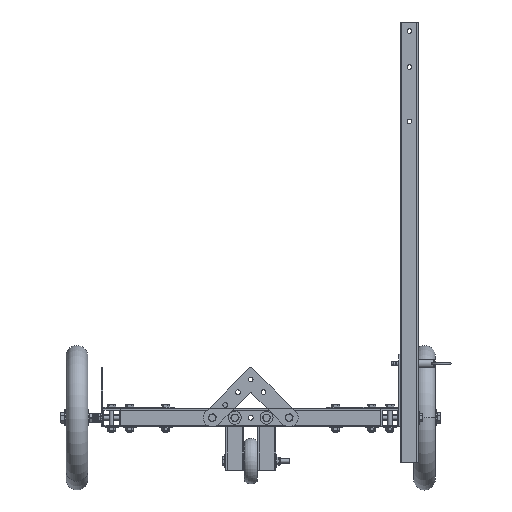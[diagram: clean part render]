
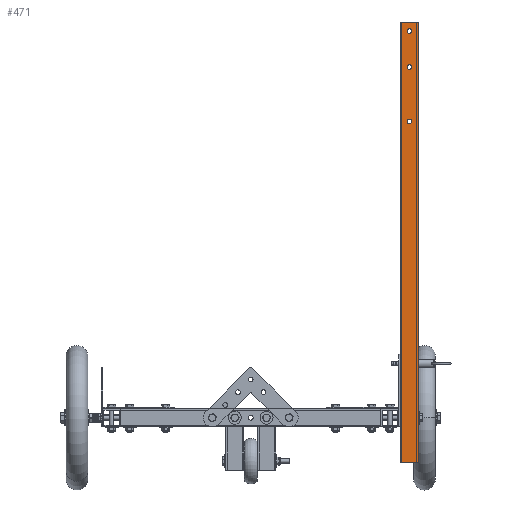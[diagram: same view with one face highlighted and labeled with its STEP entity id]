
A CAD part, front view. The second image highlights one B-rep face of the part: STEP entity #471.
In plain terms, the highlighted face is planar.
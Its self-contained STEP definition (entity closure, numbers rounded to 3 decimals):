
#170 = EDGE_CURVE('',#171,#173,#175,.T.);
#171 = VERTEX_POINT('',#172);
#172 = CARTESIAN_POINT('',(-12.5,0.,-12.5));
#173 = VERTEX_POINT('',#174);
#174 = CARTESIAN_POINT('',(-12.5,-610.,-12.5));
#175 = LINE('',#176,#177);
#176 = CARTESIAN_POINT('',(-12.5,0.,-12.5));
#177 = VECTOR('',#178,1.);
#178 = DIRECTION('',(0.,-1.,0.));
#236 = VERTEX_POINT('',#237);
#237 = CARTESIAN_POINT('',(12.5,0.,-12.5));
#243 = EDGE_CURVE('',#236,#171,#244,.T.);
#244 = LINE('',#245,#246);
#245 = CARTESIAN_POINT('',(12.5,0.,-12.5));
#246 = VECTOR('',#247,1.);
#247 = DIRECTION('',(-1.,0.,0.));
#294 = VERTEX_POINT('',#295);
#295 = CARTESIAN_POINT('',(12.5,-610.,-12.5));
#301 = EDGE_CURVE('',#294,#173,#302,.T.);
#302 = LINE('',#303,#304);
#303 = CARTESIAN_POINT('',(12.5,-610.,-12.5));
#304 = VECTOR('',#305,1.);
#305 = DIRECTION('',(-1.,0.,0.));
#352 = EDGE_CURVE('',#236,#294,#353,.T.);
#353 = LINE('',#354,#355);
#354 = CARTESIAN_POINT('',(12.5,0.,-12.5));
#355 = VECTOR('',#356,1.);
#356 = DIRECTION('',(0.,-1.,0.));
#471 = ADVANCED_FACE('',(#472,#478,#489,#500),#511,.T.);
#472 = FACE_BOUND('',#473,.T.);
#473 = EDGE_LOOP('',(#474,#475,#476,#477));
#474 = ORIENTED_EDGE('',*,*,#352,.T.);
#475 = ORIENTED_EDGE('',*,*,#301,.T.);
#476 = ORIENTED_EDGE('',*,*,#170,.F.);
#477 = ORIENTED_EDGE('',*,*,#243,.F.);
#478 = FACE_BOUND('',#479,.T.);
#479 = EDGE_LOOP('',(#480));
#480 = ORIENTED_EDGE('',*,*,#481,.T.);
#481 = EDGE_CURVE('',#482,#482,#484,.T.);
#482 = VERTEX_POINT('',#483);
#483 = CARTESIAN_POINT('',(0.,-600.75,-12.5));
#484 = CIRCLE('',#485,3.25);
#485 = AXIS2_PLACEMENT_3D('',#486,#487,#488);
#486 = CARTESIAN_POINT('',(0.,-597.5,-12.5));
#487 = DIRECTION('',(0.,0.,1.));
#488 = DIRECTION('',(0.,-1.,0.));
#489 = FACE_BOUND('',#490,.T.);
#490 = EDGE_LOOP('',(#491));
#491 = ORIENTED_EDGE('',*,*,#492,.T.);
#492 = EDGE_CURVE('',#493,#493,#495,.T.);
#493 = VERTEX_POINT('',#494);
#494 = CARTESIAN_POINT('',(0.,-550.75,-12.5));
#495 = CIRCLE('',#496,3.25);
#496 = AXIS2_PLACEMENT_3D('',#497,#498,#499);
#497 = CARTESIAN_POINT('',(0.,-547.5,-12.5));
#498 = DIRECTION('',(0.,0.,1.));
#499 = DIRECTION('',(0.,-1.,0.));
#500 = FACE_BOUND('',#501,.T.);
#501 = EDGE_LOOP('',(#502));
#502 = ORIENTED_EDGE('',*,*,#503,.T.);
#503 = EDGE_CURVE('',#504,#504,#506,.T.);
#504 = VERTEX_POINT('',#505);
#505 = CARTESIAN_POINT('',(0.,-475.75,-12.5));
#506 = CIRCLE('',#507,3.25);
#507 = AXIS2_PLACEMENT_3D('',#508,#509,#510);
#508 = CARTESIAN_POINT('',(0.,-472.5,-12.5));
#509 = DIRECTION('',(0.,0.,1.));
#510 = DIRECTION('',(0.,-1.,0.));
#511 = PLANE('',#512);
#512 = AXIS2_PLACEMENT_3D('',#513,#514,#515);
#513 = CARTESIAN_POINT('',(12.5,0.,-12.5));
#514 = DIRECTION('',(0.,0.,-1.));
#515 = DIRECTION('',(-1.,0.,0.));
